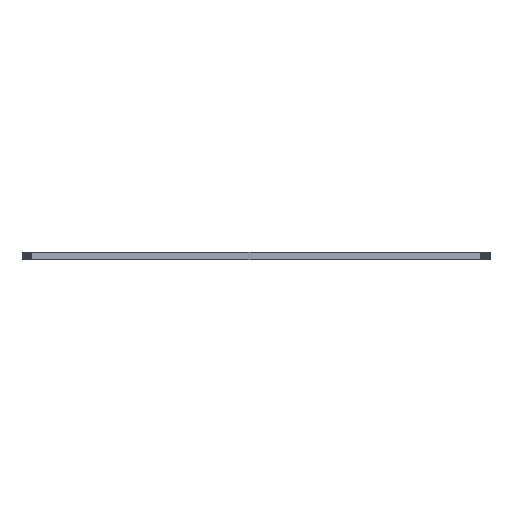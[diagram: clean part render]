
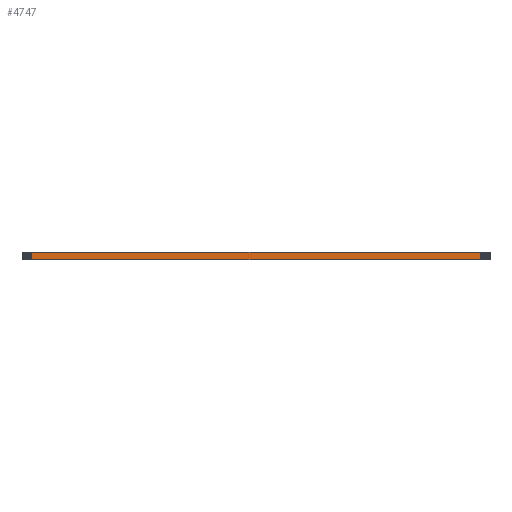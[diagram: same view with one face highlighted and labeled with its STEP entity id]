
A CAD part, left-side view. The second image highlights one B-rep face of the part: STEP entity #4747.
In plain terms, the highlighted planar face has unit normal (-1, 0, 0).
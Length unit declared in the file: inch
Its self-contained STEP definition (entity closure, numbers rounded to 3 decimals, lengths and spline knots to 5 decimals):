
#1125 = CARTESIAN_POINT ( 'NONE',  ( 0.97058, 7.78987, 0.0625 ) ) ;
#3342 = CARTESIAN_POINT ( 'NONE',  ( 0.97058, 4.18944, 0. ) ) ;
#4637 = CARTESIAN_POINT ( 'NONE',  ( 0.97058, 4.18944, 0.0625 ) ) ;
#4747 = ADVANCED_FACE ( 'NONE', ( #22013 ), #16913, .F. ) ;
#4890 = DIRECTION ( 'NONE',  ( 0., 0., -1. ) ) ;
#6303 = CARTESIAN_POINT ( 'NONE',  ( 0.97058, 7.78987, 0. ) ) ;
#7541 = CARTESIAN_POINT ( 'NONE',  ( 0.97058, 7.78987, 0.0625 ) ) ;
#11560 = ORIENTED_EDGE ( 'NONE', *, *, #27587, .T. ) ;
#12085 = EDGE_CURVE ( 'NONE', #29032, #26717, #18785, .T. ) ;
#13757 = LINE ( 'NONE', #28074, #17333 ) ;
#14127 = VERTEX_POINT ( 'NONE', #3342 ) ;
#15205 = ORIENTED_EDGE ( 'NONE', *, *, #16933, .F. ) ;
#16913 = PLANE ( 'NONE',  #29277 ) ;
#16933 = EDGE_CURVE ( 'NONE', #26717, #14127, #28827, .T. ) ;
#17333 = VECTOR ( 'NONE', #22449, 39.37008 ) ;
#18019 = VECTOR ( 'NONE', #4890, 39.37008 ) ;
#18785 = LINE ( 'NONE', #4637, #34028 ) ;
#19539 = CARTESIAN_POINT ( 'NONE',  ( 0.97058, 4.18944, 0.0625 ) ) ;
#21628 = LINE ( 'NONE', #7541, #18019 ) ;
#22013 = FACE_OUTER_BOUND ( 'NONE', #30588, .T. ) ;
#22434 = DIRECTION ( 'NONE',  ( 1., 0., 0. ) ) ;
#22449 = DIRECTION ( 'NONE',  ( 0., -1., 0. ) ) ;
#23153 = VERTEX_POINT ( 'NONE', #6303 ) ;
#25585 = DIRECTION ( 'NONE',  ( 0., 0., -1. ) ) ;
#25965 = ORIENTED_EDGE ( 'NONE', *, *, #30316, .T. ) ;
#26717 = VERTEX_POINT ( 'NONE', #32497 ) ;
#27410 = CARTESIAN_POINT ( 'NONE',  ( 0.97058, 4.18944, 0.0625 ) ) ;
#27559 = DIRECTION ( 'NONE',  ( 0., -1., 0. ) ) ;
#27587 = EDGE_CURVE ( 'NONE', #23153, #14127, #13757, .T. ) ;
#28074 = CARTESIAN_POINT ( 'NONE',  ( 0.97058, 4.18944, 0. ) ) ;
#28827 = LINE ( 'NONE', #27410, #30613 ) ;
#29032 = VERTEX_POINT ( 'NONE', #1125 ) ;
#29277 = AXIS2_PLACEMENT_3D ( 'NONE', #19539, #22434, #25585 ) ;
#30207 = ORIENTED_EDGE ( 'NONE', *, *, #12085, .F. ) ;
#30316 = EDGE_CURVE ( 'NONE', #29032, #23153, #21628, .T. ) ;
#30588 = EDGE_LOOP ( 'NONE', ( #11560, #15205, #30207, #25965 ) ) ;
#30613 = VECTOR ( 'NONE', #31254, 39.37008 ) ;
#31254 = DIRECTION ( 'NONE',  ( 0., 0., -1. ) ) ;
#32497 = CARTESIAN_POINT ( 'NONE',  ( 0.97058, 4.18944, 0.0625 ) ) ;
#34028 = VECTOR ( 'NONE', #27559, 39.37008 ) ;
